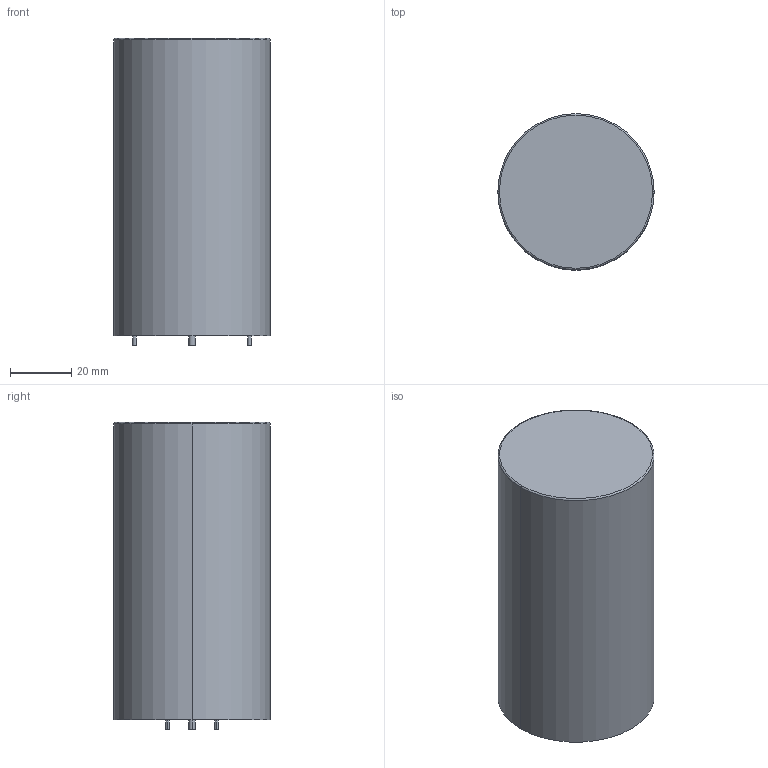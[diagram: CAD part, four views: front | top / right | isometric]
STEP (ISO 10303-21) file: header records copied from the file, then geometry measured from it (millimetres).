
FILE_DESCRIPTION((''),'2;1');
FILE_NAME('CAPRD_ELECTRONICON_E54.G95-803P30.stp','2014-01-20T13:49:08',(''),(''),'Mechanical Desktop 2011','Mechanical Desktop 2011',', , ');
FILE_SCHEMA(('AUTOMOTIVE_DESIGN { 1 2 10303 214 1 1 1 1 }'));
Length unit declared in the file: millimetre
Products named in the file (1): Product
Bounding box: 51 x 51 x 100.2 mm (x, y, z)
Volume: 196252.8 mm3; surface area: 24013 mm2
Topology: 7 solids, 7 shells, 33 faces, 52 edges, 34 vertices
Faces by surface type: cylinder 16, plane 15, torus 2
Entity records: 812 total; most frequent: DIRECTION 156, CARTESIAN_POINT 120, ORIENTED_EDGE 104, AXIS2_PLACEMENT_3D 70, EDGE_CURVE 52, CIRCLE 36, VERTEX_POINT 34, EDGE_LOOP 34
